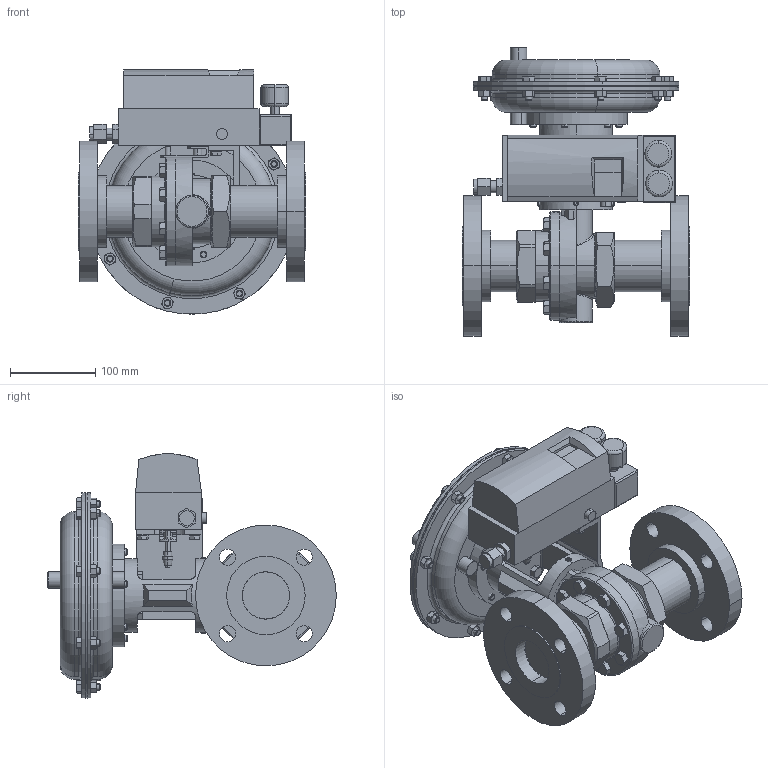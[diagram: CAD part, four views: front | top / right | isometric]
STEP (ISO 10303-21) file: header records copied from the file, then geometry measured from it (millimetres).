
FILE_DESCRIPTION (( 'STEP AP203' ), '1' );
FILE_NAME ('70SP-200-DI+BR-F3-35M-16IQ.STEP', '2017-09-12T11:21:44', ( '' ), ( '' ), 'SwSTEP 2.0', 'SolidWorks 2014', '' );
FILE_SCHEMA (( 'CONFIG_CONTROL_DESIGN' ));
Products named in the file (1): 70SP-200-DI+BR-F3-35M-16IQ
Bounding box: 266.7 x 338.37 x 286.54 mm (x, y, z)
Volume: 6295015.1 mm3; surface area: 787392.3 mm2
Topology: 58 solids, 58 shells, 1225 faces, 2720 edges, 1663 vertices
Faces by surface type: plane 555, cone 373, cylinder 214, bspline 53, torus 28, sphere 2
Entity records: 48572 total; most frequent: CARTESIAN_POINT 22447, ORIENTED_EDGE 5416, DIRECTION 5206, EDGE_CURVE 2708, AXIS2_PLACEMENT_3D 2030, VERTEX_POINT 1663, EDGE_LOOP 1313, ADVANCED_FACE 1225
